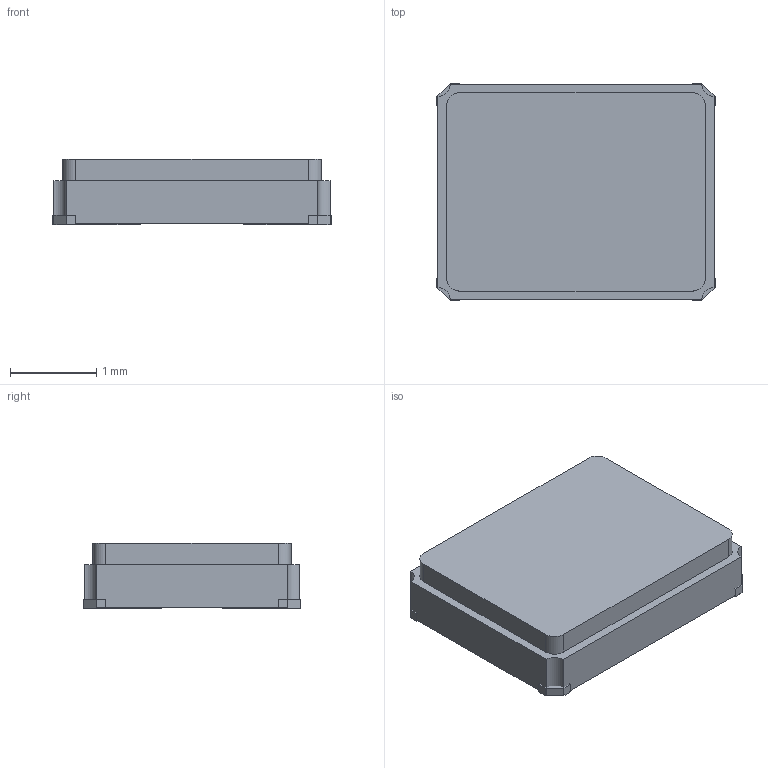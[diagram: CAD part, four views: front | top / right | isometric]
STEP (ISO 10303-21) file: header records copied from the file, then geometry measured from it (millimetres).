
FILE_DESCRIPTION( ( '' ), ' ' );
FILE_NAME( '5c60984110cf5818138bac38.step', '2019-02-10T21:31:45', ( '' ), ( '' ), ' ', ' ', ' ' );
FILE_SCHEMA( ( 'AUTOMOTIVE_DESIGN { 1 0 10303 214 1 1 1 1 }' ) );
Length unit declared in the file: metre
Products named in the file (5): Pad 4; Pad 1; Pad 2; Pad 3; Body
Bounding box: 3.22 x 2.52 x 0.76 mm (x, y, z)
Volume: 6 mm3; surface area: 31.6 mm2
Topology: 5 solids, 5 shells, 64 faces, 159 edges, 106 vertices
Faces by surface type: plane 56, cylinder 8
Entity records: 2447 total; most frequent: CARTESIAN_POINT 334, ORIENTED_EDGE 318, DIRECTION 313, EDGE_CURVE 159, LINE 143, VECTOR 143, VERTEX_POINT 106, AXIS2_PLACEMENT_3D 85
